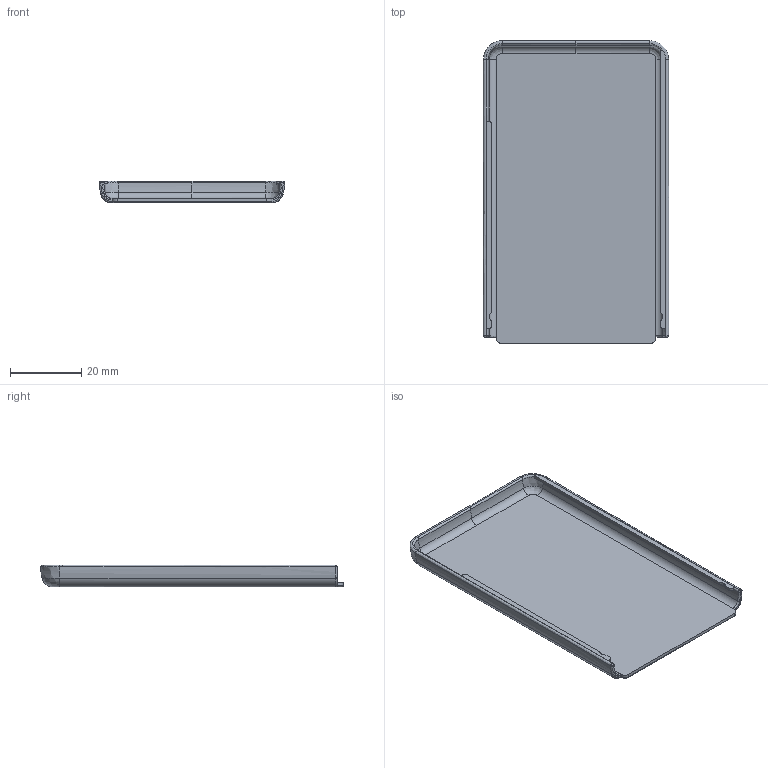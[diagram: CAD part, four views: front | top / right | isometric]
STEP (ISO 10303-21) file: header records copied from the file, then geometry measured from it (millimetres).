
FILE_DESCRIPTION (( 'STEP AP203' ), '1' );
FILE_NAME ('COLDCARD-Mk5-Sleeve.STEP', '2026-03-10T17:45:44', ( '' ), ( '' ), 'SwSTEP 2.0', 'SolidWorks 2022', '' );
FILE_SCHEMA (( 'CONFIG_CONTROL_DESIGN' ));
Length unit declared in the file: millimetre
Products named in the file (1): COLDCARD-Mk5-Sleeve
Bounding box: 52.05 x 85.01 x 6.15 mm (x, y, z)
Volume: 6640.7 mm3; surface area: 10800.5 mm2
Topology: 1 solids, 1 shells, 88 faces, 224 edges, 138 vertices
Faces by surface type: cylinder 31, bspline 24, plane 23, torus 8, cone 2
Entity records: 7155 total; most frequent: CARTESIAN_POINT 5349, ORIENTED_EDGE 448, EDGE_CURVE 224, DIRECTION 220, B_SPLINE_CURVE_WITH_KNOTS 142, VERTEX_POINT 138, EDGE_LOOP 88, FACE_OUTER_BOUND 88
